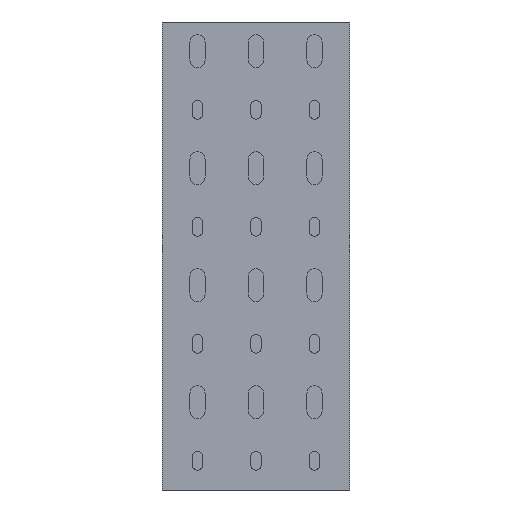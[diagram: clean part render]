
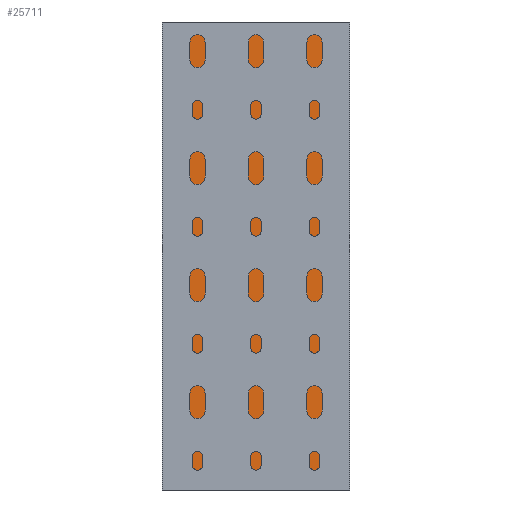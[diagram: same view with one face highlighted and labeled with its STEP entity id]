
A CAD part, front view. The second image highlights one B-rep face of the part: STEP entity #25711.
In plain terms, the highlighted planar face has unit normal (0, -1, 0).
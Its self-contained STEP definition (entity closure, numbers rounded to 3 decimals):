
#25302=DIRECTION('',(0.,0.,1.));
#25303=VECTOR('',#25302,200.);
#25304=CARTESIAN_POINT('',(38.5,0.,-100.));
#25305=LINE('',#25304,#25303);
#25314=DIRECTION('',(-1.,0.,0.));
#25315=VECTOR('',#25314,77.);
#25316=CARTESIAN_POINT('',(38.5,0.,-100.));
#25317=LINE('',#25316,#25315);
#25318=DIRECTION('',(0.,0.,1.));
#25319=VECTOR('',#25318,200.);
#25320=CARTESIAN_POINT('',(-38.5,0.,-100.));
#25321=LINE('',#25320,#25319);
#25322=DIRECTION('',(1.,0.,0.));
#25323=VECTOR('',#25322,77.);
#25324=CARTESIAN_POINT('',(-38.5,0.,100.));
#25325=LINE('',#25324,#25323);
#25464=CARTESIAN_POINT('',(38.5,0.,-100.));
#25465=CARTESIAN_POINT('',(38.5,0.,100.));
#25466=VERTEX_POINT('',#25464);
#25467=VERTEX_POINT('',#25465);
#25468=CARTESIAN_POINT('',(-38.5,0.,-100.));
#25469=CARTESIAN_POINT('',(-38.5,0.,100.));
#25470=VERTEX_POINT('',#25468);
#25471=VERTEX_POINT('',#25469);
#25699=CARTESIAN_POINT('',(-38.5,0.,-100.));
#25700=DIRECTION('',(0.,-1.,0.));
#25701=DIRECTION('',(1.,0.,0.));
#25702=AXIS2_PLACEMENT_3D('',#25699,#25700,#25701);
#25703=PLANE('',#25702);
#25704=ORIENTED_EDGE('',*,*,#25497,.T.);
#25706=ORIENTED_EDGE('',*,*,#25705,.T.);
#25707=ORIENTED_EDGE('',*,*,#25585,.T.);
#25708=ORIENTED_EDGE('',*,*,#25692,.F.);
#25709=EDGE_LOOP('',(#25704,#25706,#25707,#25708));
#25710=FACE_OUTER_BOUND('',#25709,.F.);
#25497=EDGE_CURVE('',#25466,#25470,#25317,.T.);
#25585=EDGE_CURVE('',#25471,#25467,#25325,.T.);
#25692=EDGE_CURVE('',#25466,#25467,#25305,.T.);
#25705=EDGE_CURVE('',#25470,#25471,#25321,.T.);
#25711=ADVANCED_FACE('',(#25710),#25703,.T.);
